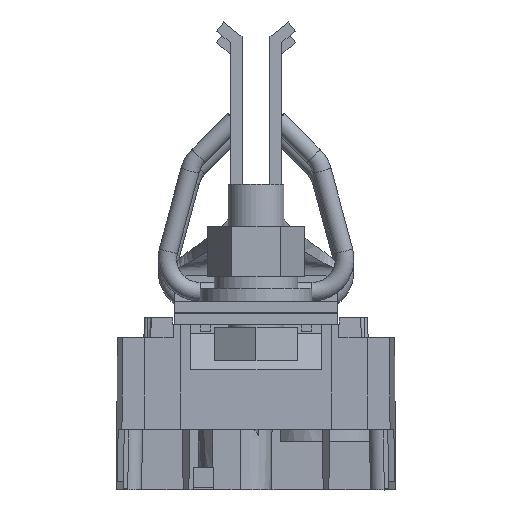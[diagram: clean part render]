
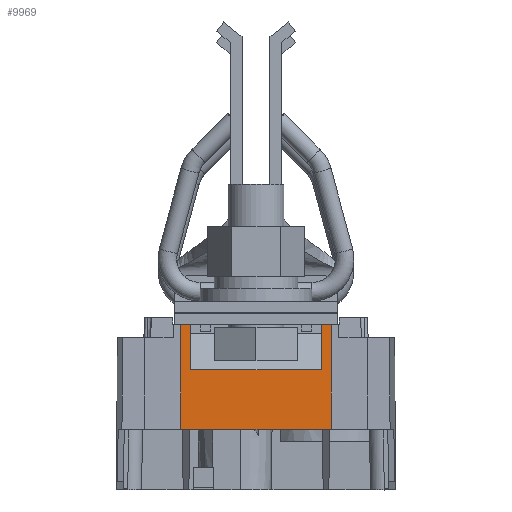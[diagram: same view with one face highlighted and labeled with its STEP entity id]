
A CAD part, front view. The second image highlights one B-rep face of the part: STEP entity #9969.
In plain terms, the highlighted planar face has unit normal (0, -1, 0.006).
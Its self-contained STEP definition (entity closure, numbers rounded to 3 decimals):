
#8946=FACE_OUTER_BOUND('',#13080,.T.);
#9969=ADVANCED_FACE('',(#8946),#11052,.T.);
#11052=PLANE('',#30345);
#13080=EDGE_LOOP('',(#17115,#17116,#17117,#17118,#17119,#17120,#17121,#17122));
#17115=ORIENTED_EDGE('',*,*,#23726,.T.);
#17116=ORIENTED_EDGE('',*,*,#23733,.T.);
#17117=ORIENTED_EDGE('',*,*,#23737,.F.);
#17118=ORIENTED_EDGE('',*,*,#23724,.T.);
#17119=ORIENTED_EDGE('',*,*,#23720,.F.);
#17120=ORIENTED_EDGE('',*,*,#23738,.T.);
#17121=ORIENTED_EDGE('',*,*,#23739,.F.);
#17122=ORIENTED_EDGE('',*,*,#23736,.F.);
#21154=VERTEX_POINT('',#40477);
#21155=VERTEX_POINT('',#40478);
#21157=VERTEX_POINT('',#40485);
#21158=VERTEX_POINT('',#40489);
#21159=VERTEX_POINT('',#40490);
#21164=VERTEX_POINT('',#40504);
#21165=VERTEX_POINT('',#40508);
#21166=VERTEX_POINT('',#40513);
#23720=EDGE_CURVE('',#21154,#21155,#26477,.T.);
#23724=EDGE_CURVE('',#21157,#21155,#26481,.T.);
#23726=EDGE_CURVE('',#21158,#21159,#26483,.T.);
#23733=EDGE_CURVE('',#21159,#21164,#26490,.T.);
#23736=EDGE_CURVE('',#21158,#21165,#26493,.T.);
#23737=EDGE_CURVE('',#21157,#21164,#26494,.T.);
#23738=EDGE_CURVE('',#21154,#21166,#26495,.T.);
#23739=EDGE_CURVE('',#21165,#21166,#26496,.T.);
#26477=LINE('',#40476,#28780);
#26481=LINE('',#40484,#28784);
#26483=LINE('',#40488,#28786);
#26490=LINE('',#40503,#28793);
#26493=LINE('',#40509,#28796);
#26494=LINE('',#40511,#28797);
#26495=LINE('',#40512,#28798);
#26496=LINE('',#40514,#28799);
#28780=VECTOR('',#34026,1.);
#28784=VECTOR('',#34032,1.);
#28786=VECTOR('',#34036,1.);
#28793=VECTOR('',#34047,1.);
#28796=VECTOR('',#34052,1.);
#28797=VECTOR('',#34055,1.);
#28798=VECTOR('',#34056,1.);
#28799=VECTOR('',#34057,1.);
#30345=AXIS2_PLACEMENT_3D('',#40515,#34058,#34059);
#34026=DIRECTION('',(-1.,0.,0.));
#34032=DIRECTION('',(0.006,-0.006,-1.));
#34036=DIRECTION('',(-1.,0.,0.));
#34047=DIRECTION('',(-0.006,0.006,1.));
#34052=DIRECTION('',(0.006,0.006,1.));
#34055=DIRECTION('',(1.,0.,0.));
#34056=DIRECTION('',(0.006,0.006,1.));
#34057=DIRECTION('',(1.,0.,0.));
#34058=DIRECTION('',(0.,-1.,0.006));
#34059=DIRECTION('',(-1.,0.,0.));
#40476=CARTESIAN_POINT('',(45.676,44.576,13.));
#40477=CARTESIAN_POINT('',(45.976,44.576,13.));
#40478=CARTESIAN_POINT('',(13.824,44.576,13.));
#40484=CARTESIAN_POINT('',(13.896,44.504,0.667));
#40485=CARTESIAN_POINT('',(13.694,44.706,35.5));
#40488=CARTESIAN_POINT('',(54.75,44.65,25.739));
#40489=CARTESIAN_POINT('',(43.85,44.65,25.739));
#40490=CARTESIAN_POINT('',(15.95,44.65,25.739));
#40503=CARTESIAN_POINT('',(16.1,44.5,-0.08));
#40504=CARTESIAN_POINT('',(15.894,44.706,35.5));
#40508=CARTESIAN_POINT('',(43.906,44.706,35.5));
#40509=CARTESIAN_POINT('',(43.7,44.5,-0.08));
#40511=CARTESIAN_POINT('',(29.9,44.706,35.5));
#40512=CARTESIAN_POINT('',(45.899,44.499,-0.093));
#40513=CARTESIAN_POINT('',(46.106,44.706,35.5));
#40514=CARTESIAN_POINT('',(29.9,44.706,35.5));
#40515=CARTESIAN_POINT('',(29.9,44.5,0.));
